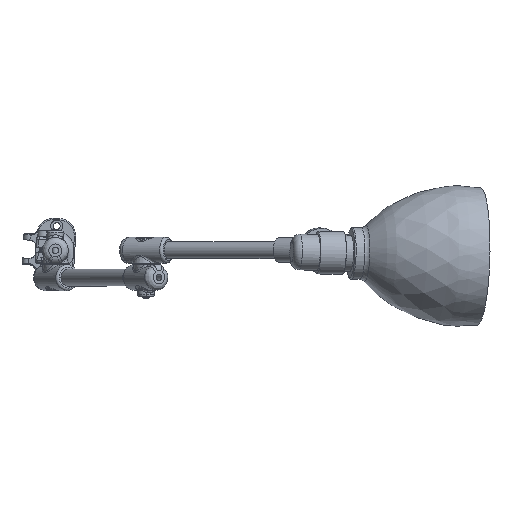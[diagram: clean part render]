
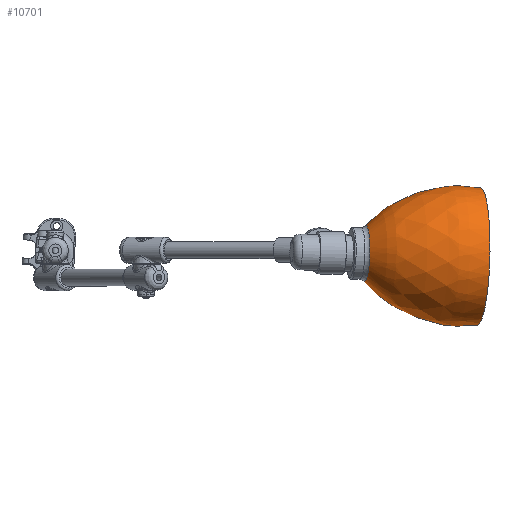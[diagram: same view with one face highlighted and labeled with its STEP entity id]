
A CAD part, top view. The second image highlights one B-rep face of the part: STEP entity #10701.
In plain terms, the highlighted free-form (B-spline) face has degree [2, 2] with [3, 9] control points.
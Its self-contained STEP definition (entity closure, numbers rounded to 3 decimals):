
#267=(
BOUNDED_SURFACE()
B_SPLINE_SURFACE(2,2,((#17104,#17105,#17106,#17107,#17108,#17109,#17110,
#17111,#17112),(#17113,#17114,#17115,#17116,#17117,#17118,#17119,#17120,
#17121),(#17122,#17123,#17124,#17125,#17126,#17127,#17128,#17129,#17130)),
 .UNSPECIFIED.,.F.,.T.,.F.)
B_SPLINE_SURFACE_WITH_KNOTS((3,3),(3,2,2,2,3),(-0.148,0.829),
(-3.142,-1.571,0.,1.571,3.142),
 .UNSPECIFIED.)
GEOMETRIC_REPRESENTATION_ITEM()
RATIONAL_B_SPLINE_SURFACE(((1.,0.707,1.,0.707,1.,
0.707,1.,0.707,1.),(0.883,0.624,
0.883,0.624,0.883,0.624,0.883,
0.624,0.883),(1.,0.707,1.,0.707,
1.,0.707,1.,0.707,1.)))
REPRESENTATION_ITEM('')
SURFACE()
);
#900=CIRCLE('',#11892,21.624);
#902=CIRCLE('',#11894,21.624);
#903=CIRCLE('',#11895,100.);
#904=CIRCLE('',#11896,53.);
#905=CIRCLE('',#11897,53.);
#1398=FACE_OUTER_BOUND('',#2048,.T.);
#2048=EDGE_LOOP('',(#7514,#7515,#7516,#7517,#7518,#7519));
#4429=VERTEX_POINT('',#17099);
#4430=VERTEX_POINT('',#17100);
#4431=VERTEX_POINT('',#17131);
#4432=VERTEX_POINT('',#17133);
#5598=EDGE_CURVE('',#4429,#4430,#900,.T.);
#5600=EDGE_CURVE('',#4430,#4429,#902,.T.);
#5601=EDGE_CURVE('',#4430,#4431,#903,.T.);
#5602=EDGE_CURVE('',#4431,#4432,#904,.T.);
#5603=EDGE_CURVE('',#4432,#4431,#905,.T.);
#7514=ORIENTED_EDGE('',*,*,#5598,.F.);
#7515=ORIENTED_EDGE('',*,*,#5600,.F.);
#7516=ORIENTED_EDGE('',*,*,#5601,.T.);
#7517=ORIENTED_EDGE('',*,*,#5602,.T.);
#7518=ORIENTED_EDGE('',*,*,#5603,.T.);
#7519=ORIENTED_EDGE('',*,*,#5601,.F.);
#10701=ADVANCED_FACE('',(#1398),#267,.F.);
#11892=AXIS2_PLACEMENT_3D('',#17101,#13305,#13306);
#11894=AXIS2_PLACEMENT_3D('',#17103,#13309,#13310);
#11895=AXIS2_PLACEMENT_3D('',#17132,#13311,#13312);
#11896=AXIS2_PLACEMENT_3D('',#17134,#13313,#13314);
#11897=AXIS2_PLACEMENT_3D('',#17135,#13315,#13316);
#13305=DIRECTION('center_axis',(-1.,0.,0.));
#13306=DIRECTION('ref_axis',(0.,0.,
-1.));
#13309=DIRECTION('center_axis',(-1.,0.,0.));
#13310=DIRECTION('ref_axis',(0.,0.,
-1.));
#13311=DIRECTION('center_axis',(0.,-1.,0.));
#13312=DIRECTION('ref_axis',(0.,0.,
-1.));
#13313=DIRECTION('center_axis',(-1.,0.,0.));
#13314=DIRECTION('ref_axis',(0.,0.,1.));
#13315=DIRECTION('center_axis',(-1.,0.,0.));
#13316=DIRECTION('ref_axis',(0.,0.,1.));
#17099=CARTESIAN_POINT('',(-0.379,0.,21.624));
#17100=CARTESIAN_POINT('',(-0.379,0.,-21.624));
#17101=CARTESIAN_POINT('Origin',(-0.379,0.,0.));
#17103=CARTESIAN_POINT('Origin',(-0.379,0.,0.));
#17104=CARTESIAN_POINT('Ctrl Pts',(88.167,0.,-53.));
#17105=CARTESIAN_POINT('Ctrl Pts',(88.167,-53.,-53.));
#17106=CARTESIAN_POINT('Ctrl Pts',(88.167,-53.,0.));
#17107=CARTESIAN_POINT('Ctrl Pts',(88.167,-53.,53.));
#17108=CARTESIAN_POINT('Ctrl Pts',(88.167,0.,53.));
#17109=CARTESIAN_POINT('Ctrl Pts',(88.167,53.,53.));
#17110=CARTESIAN_POINT('Ctrl Pts',(88.167,53.,0.));
#17111=CARTESIAN_POINT('Ctrl Pts',(88.167,53.,-53.));
#17112=CARTESIAN_POINT('Ctrl Pts',(88.167,0.,-53.));
#17113=CARTESIAN_POINT('Ctrl Pts',(35.547,0.,-60.867));
#17114=CARTESIAN_POINT('Ctrl Pts',(35.547,-60.867,-60.867));
#17115=CARTESIAN_POINT('Ctrl Pts',(35.547,-60.867,0.));
#17116=CARTESIAN_POINT('Ctrl Pts',(35.547,-60.867,60.867));
#17117=CARTESIAN_POINT('Ctrl Pts',(35.547,0.,60.867));
#17118=CARTESIAN_POINT('Ctrl Pts',(35.547,60.867,60.867));
#17119=CARTESIAN_POINT('Ctrl Pts',(35.547,60.867,0.));
#17120=CARTESIAN_POINT('Ctrl Pts',(35.547,60.867,-60.867));
#17121=CARTESIAN_POINT('Ctrl Pts',(35.547,0.,-60.867));
#17122=CARTESIAN_POINT('Ctrl Pts',(-0.379,0.,-21.624));
#17123=CARTESIAN_POINT('Ctrl Pts',(-0.379,-21.624,
-21.624));
#17124=CARTESIAN_POINT('Ctrl Pts',(-0.379,-21.624,
0.));
#17125=CARTESIAN_POINT('Ctrl Pts',(-0.379,-21.624,
21.624));
#17126=CARTESIAN_POINT('Ctrl Pts',(-0.379,0.,21.624));
#17127=CARTESIAN_POINT('Ctrl Pts',(-0.379,21.624,21.624));
#17128=CARTESIAN_POINT('Ctrl Pts',(-0.379,21.624,
0.));
#17129=CARTESIAN_POINT('Ctrl Pts',(-0.379,21.624,
-21.624));
#17130=CARTESIAN_POINT('Ctrl Pts',(-0.379,0.,-21.624));
#17131=CARTESIAN_POINT('',(88.167,0.,-53.));
#17132=CARTESIAN_POINT('Origin',(73.38,0.,
45.901));
#17133=CARTESIAN_POINT('',(88.167,0.,53.));
#17134=CARTESIAN_POINT('Origin',(88.167,0.,0.));
#17135=CARTESIAN_POINT('Origin',(88.167,0.,0.));
